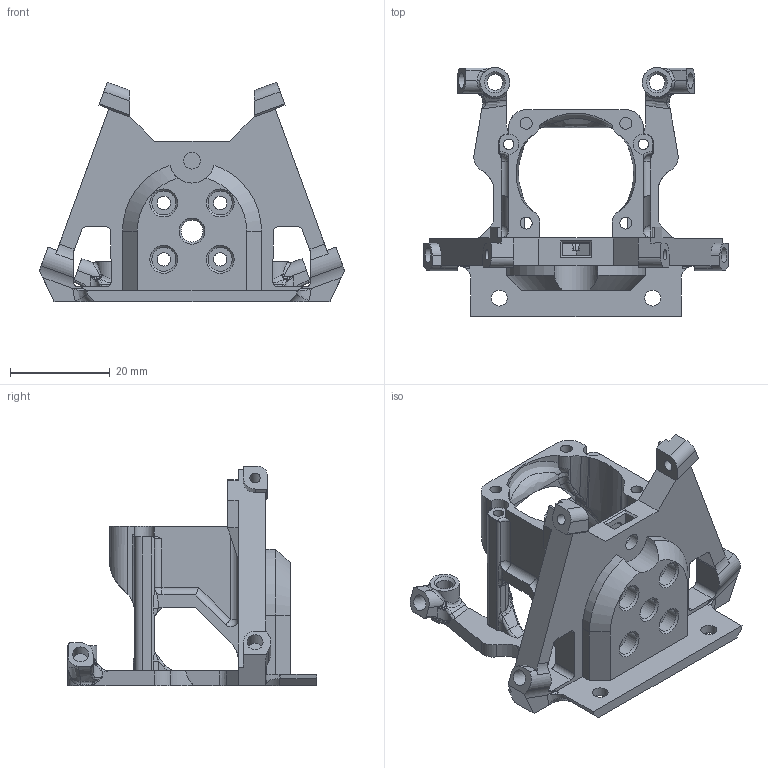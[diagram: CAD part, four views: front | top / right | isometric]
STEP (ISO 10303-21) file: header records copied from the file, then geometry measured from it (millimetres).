
FILE_DESCRIPTION(/* description */ ('STEP AP242','CAx-IF Rec.Pracs.---Representation and Presentation of Product Manufacturing Information (PMI)---4.0---2014-10-13','CAx-IF Rec.Pracs.---3D Tessellated Geometry---0.4---2014-09-14','2;1'),/* implementation_level */ '2;1');
FILE_NAME(/* name */ '658227619914f704c39d12b9',/* time_stamp */ '2023-12-19T23:29:39Z',/* author */ (''),/* organization */ (''),/* preprocessor_version */ 'ST-DEVELOPER v19.4',/* originating_system */ ' ',/* authorisation */ ' ');
FILE_SCHEMA (('AP242_MANAGED_MODEL_BASED_3D_ENGINEERING_MIM_LF { 1 0 10303 442 1 1 4 }'));
Length unit declared in the file: metre
Products named in the file (1): Dragon-Ace
Bounding box: 61.18 x 49.95 x 44.01 mm (x, y, z)
Volume: 15550.7 mm3; surface area: 11917.6 mm2
Topology: 1 solids, 1 shells, 717 faces, 1933 edges, 1196 vertices
Faces by surface type: bspline 234, cylinder 219, plane 183, torus 57, cone 18, sphere 6
Full cylindrical faces by diameter (mm): 2.1 x4, 2.4 x4, 2.7 x4, 3.2 x10, 3.4 x1, 4.4 x1, 4.8 x4
Entity records: 29708 total; most frequent: CARTESIAN_POINT 14094, ORIENTED_EDGE 3682, DIRECTION 2560, EDGE_CURVE 1841, VERTEX_POINT 1166, AXIS2_PLACEMENT_3D 988, EDGE_LOOP 801, FACE_BOUND 801
